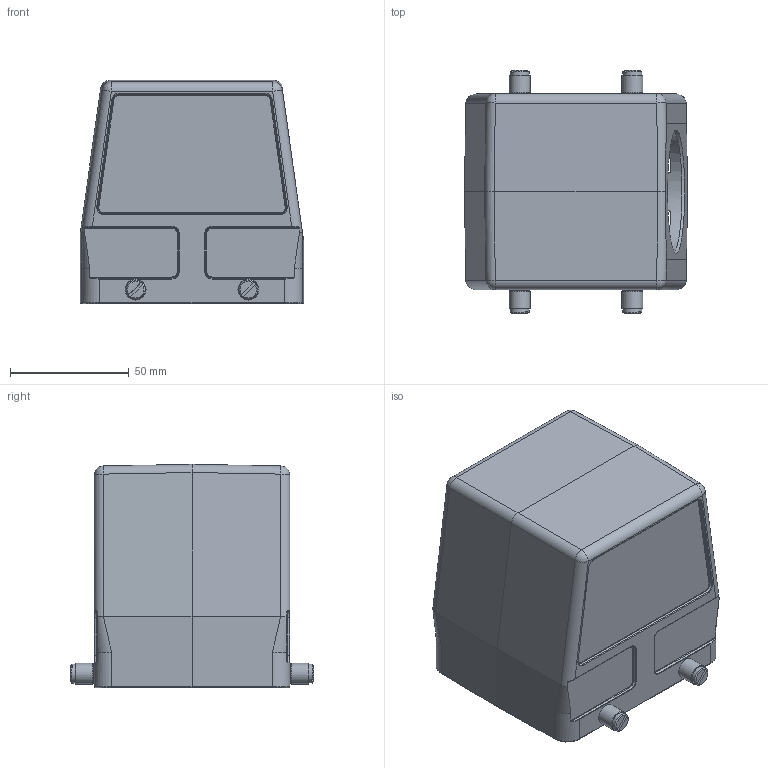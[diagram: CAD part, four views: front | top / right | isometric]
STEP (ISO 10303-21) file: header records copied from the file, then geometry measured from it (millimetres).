
FILE_DESCRIPTION(/* description */ (''),/* implementation_level */ '2;1');
FILE_NAME(/* name */ '100576118ugm000_c.stp',/* time_stamp */ '2017-10-27T14:24:31+02:00',/* author */ (''),/* organization */ (''),/* preprocessor_version */ 'ST-DEVELOPER v16',/* originating_system */ 'SIEMENS PLM Software NX 10.0',/* authorisation */ '');
FILE_SCHEMA (('AUTOMOTIVE_DESIGN { 1 0 10303 214 3 1 1 1 }'));
Length unit declared in the file: millimetre
Products named in the file (1): 100576118ugm000_c
Bounding box: 94 x 102.5 x 94 mm (x, y, z)
Volume: 161163.1 mm3; surface area: 70850.6 mm2
Topology: 1 solids, 1 shells, 597 faces, 1520 edges, 951 vertices
Faces by surface type: plane 216, cylinder 186, bspline 88, cone 63, torus 40, sphere 4
Full cylindrical faces by diameter (mm): 3 x8, 5 x4, 5.1 x4, 8 x4, 8.8 x4, 50 x1
Entity records: 22078 total; most frequent: CARTESIAN_POINT 7140, DIRECTION 2797, ORIENTED_EDGE 2726, EDGE_CURVE 1363, AXIS2_PLACEMENT_3D 1068, VERTEX_POINT 874, EDGE_LOOP 697, LINE 661
